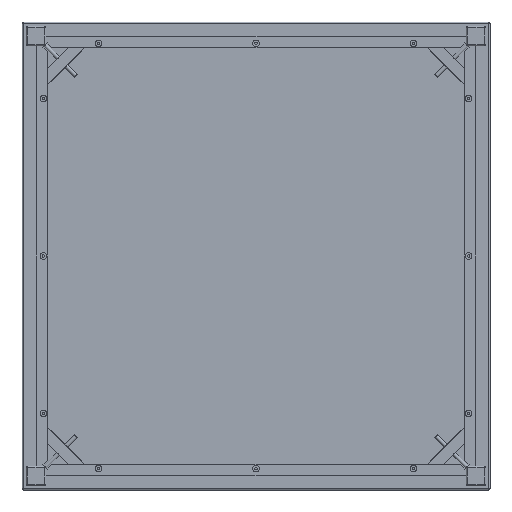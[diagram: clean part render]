
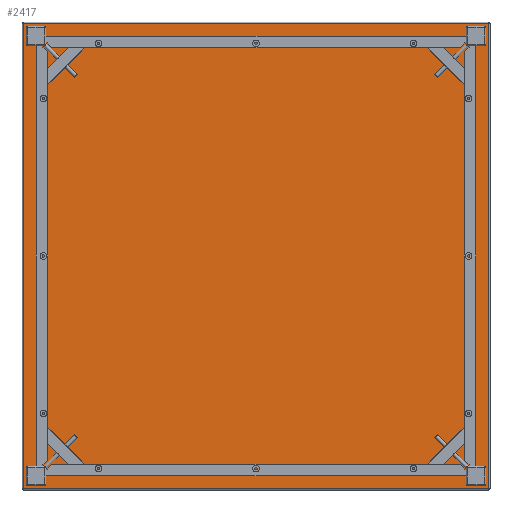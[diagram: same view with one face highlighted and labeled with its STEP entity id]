
A CAD part, front view. The second image highlights one B-rep face of the part: STEP entity #2417.
In plain terms, the highlighted face is planar.
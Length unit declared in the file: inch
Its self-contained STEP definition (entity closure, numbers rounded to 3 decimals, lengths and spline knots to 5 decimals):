
#270=PLANE('',#2603);
#355=LINE('',#3785,#527);
#357=LINE('',#3788,#529);
#361=LINE('',#3794,#533);
#363=LINE('',#3797,#535);
#527=VECTOR('',#2976,35.3125);
#529=VECTOR('',#2980,35.3125);
#533=VECTOR('',#2988,35.3125);
#535=VECTOR('',#2992,35.3125);
#770=FACE_OUTER_BOUND('',#925,.T.);
#925=EDGE_LOOP('',(#1836,#1837,#1838,#1839));
#1221=VERTEX_POINT('',#3709);
#1227=VERTEX_POINT('',#3726);
#1230=VERTEX_POINT('',#3733);
#1239=VERTEX_POINT('',#3763);
#1464=EDGE_CURVE('',#1230,#1239,#355,.T.);
#1466=EDGE_CURVE('',#1239,#1227,#357,.T.);
#1470=EDGE_CURVE('',#1221,#1230,#361,.T.);
#1472=EDGE_CURVE('',#1227,#1221,#363,.T.);
#1836=ORIENTED_EDGE('',*,*,#1464,.F.);
#1837=ORIENTED_EDGE('',*,*,#1470,.F.);
#1838=ORIENTED_EDGE('',*,*,#1472,.F.);
#1839=ORIENTED_EDGE('',*,*,#1466,.F.);
#2417=ADVANCED_FACE('',(#770),#270,.T.);
#2603=AXIS2_PLACEMENT_3D('',#3804,#3004,#3005);
#2976=DIRECTION('',(0.,1.,0.));
#2980=DIRECTION('',(-1.,0.,0.));
#2988=DIRECTION('',(1.,0.,0.));
#2992=DIRECTION('',(0.,-1.,0.));
#3004=DIRECTION('center_axis',(0.,0.,-1.));
#3005=DIRECTION('ref_axis',(-1.,0.,0.));
#3709=CARTESIAN_POINT('',(-17.65625,-17.65625,-0.5));
#3726=CARTESIAN_POINT('',(-17.65625,17.65625,-0.5));
#3733=CARTESIAN_POINT('',(17.65625,-17.65625,-0.5));
#3763=CARTESIAN_POINT('',(17.65625,17.65625,-0.5));
#3785=CARTESIAN_POINT('',(17.65625,-8.875,-0.5));
#3788=CARTESIAN_POINT('',(8.875,17.65625,-0.5));
#3794=CARTESIAN_POINT('',(-8.875,-17.65625,-0.5));
#3797=CARTESIAN_POINT('',(-17.65625,8.875,-0.5));
#3804=CARTESIAN_POINT('Origin',(0.,0.,-0.5));
